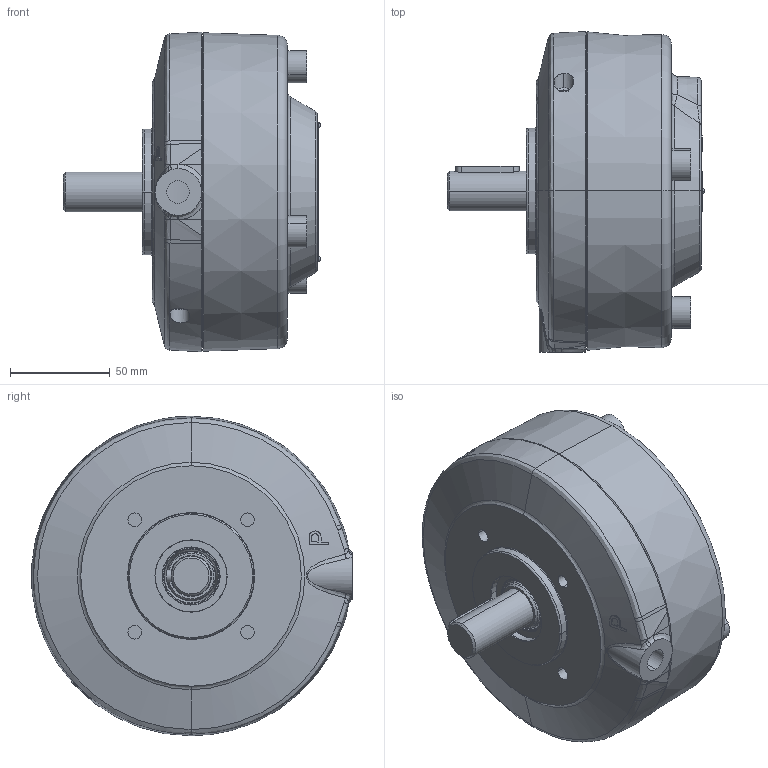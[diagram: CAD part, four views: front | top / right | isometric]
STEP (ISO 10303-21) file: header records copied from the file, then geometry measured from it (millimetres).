
FILE_DESCRIPTION (( 'STEP AP214' ), '1' );
FILE_NAME ('BRK501 (73853).STEP', '2013-02-27T07:40:26', ( '' ), ( '' ), 'SwSTEP 2.0', 'SolidWorks 2012', '' );
FILE_SCHEMA (( 'AUTOMOTIVE_DESIGN' ));
Length unit declared in the file: millimetre
Products named in the file (1): BRK501 (73853)
Bounding box: 129.1 x 161.07 x 160.51 mm (x, y, z)
Volume: 1395599.1 mm3; surface area: 115721.9 mm2
Topology: 14 solids, 27 shells, 1004 faces, 2341 edges, 1466 vertices
Faces by surface type: plane 394, bspline 301, cylinder 146, cone 79, torus 76, sphere 8
Entity records: 52467 total; most frequent: CARTESIAN_POINT 20304, ORIENTED_EDGE 4674, DIRECTION 3925, EDGE_CURVE 2337, VERTEX_POINT 1466, AXIS2_PLACEMENT_3D 1431, EDGE_LOOP 1105, LINE 1063
